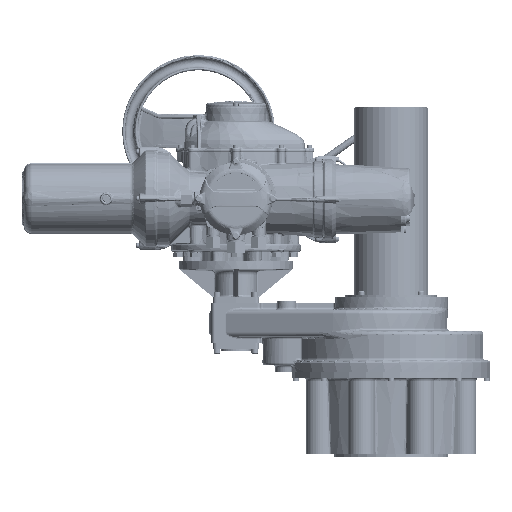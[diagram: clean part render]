
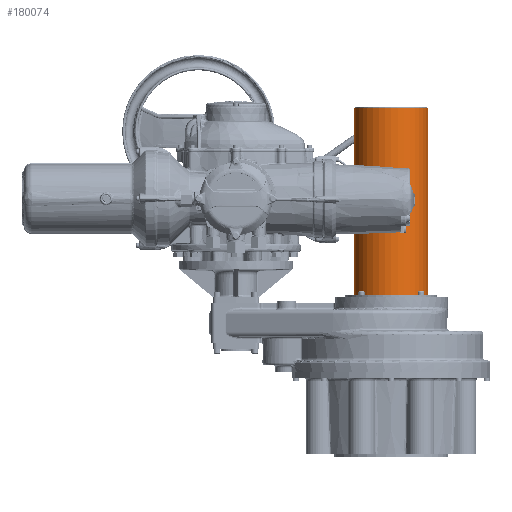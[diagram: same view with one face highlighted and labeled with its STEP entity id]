
A CAD part, front view. The second image highlights one B-rep face of the part: STEP entity #180074.
In plain terms, the highlighted cylindrical face has radius 96.85 mm (diameter 193.7 mm), a full revolution.
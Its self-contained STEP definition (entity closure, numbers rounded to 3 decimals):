
#13134=CYLINDRICAL_SURFACE('',#188907,96.85);
#24915=ORIENTED_EDGE('',*,*,#62979,.F.);
#24916=ORIENTED_EDGE('',*,*,#62993,.T.);
#62979=EDGE_CURVE('',#82131,#82131,#93947,.T.);
#62993=EDGE_CURVE('',#82145,#82145,#93961,.T.);
#82131=VERTEX_POINT('',#232994);
#82145=VERTEX_POINT('',#233029);
#93947=CIRCLE('',#188887,96.85);
#93961=CIRCLE('',#188908,96.85);
#100807=EDGE_LOOP('',(#24915));
#100808=EDGE_LOOP('',(#24916));
#110268=FACE_BOUND('',#100807,.T.);
#110269=FACE_BOUND('',#100808,.T.);
#180074=ADVANCED_FACE('',(#110268,#110269),#13134,.T.);
#188887=AXIS2_PLACEMENT_3D('',#232993,#202239,#202240);
#188907=AXIS2_PLACEMENT_3D('',#233027,#202279,#202280);
#188908=AXIS2_PLACEMENT_3D('',#233028,#202281,#202282);
#202239=DIRECTION('',(0.,0.,-1.));
#202240=DIRECTION('',(-1.,0.,0.));
#202279=DIRECTION('',(0.,0.,-1.));
#202280=DIRECTION('',(-1.,0.,0.));
#202281=DIRECTION('',(0.,0.,-1.));
#202282=DIRECTION('',(0.,1.,0.));
#232993=CARTESIAN_POINT('',(0.,0.,
6.));
#232994=CARTESIAN_POINT('',(-96.85,0.,6.));
#233027=CARTESIAN_POINT('',(0.,0.,
610.));
#233028=CARTESIAN_POINT('',(0.,0.,
496.75));
#233029=CARTESIAN_POINT('',(0.,96.85,496.75));
